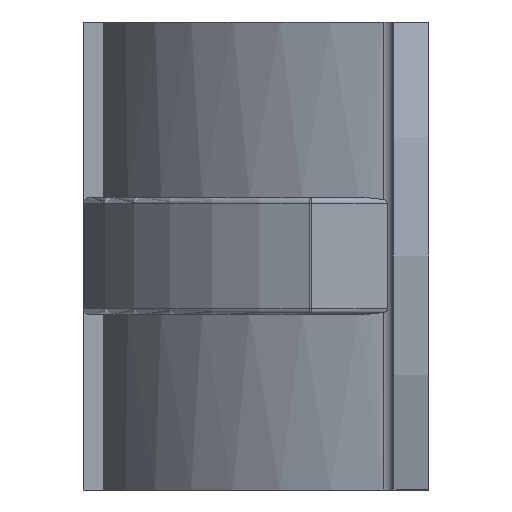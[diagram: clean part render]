
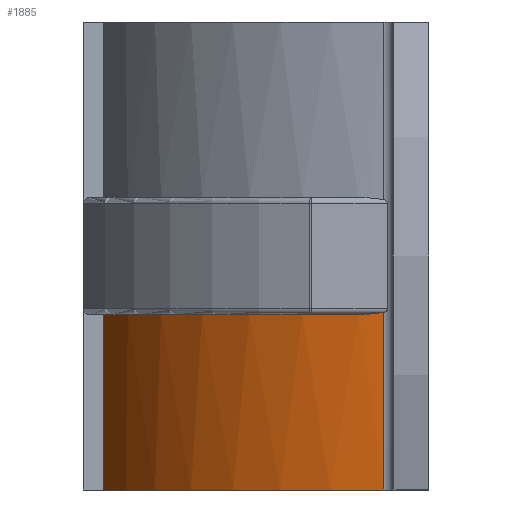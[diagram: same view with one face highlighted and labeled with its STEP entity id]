
A CAD part, left-side view. The second image highlights one B-rep face of the part: STEP entity #1885.
In plain terms, the highlighted cylindrical face has radius 30 mm (diameter 60 mm), a partial arc.
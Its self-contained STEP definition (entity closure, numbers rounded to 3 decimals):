
#16 = DIRECTION ( 'NONE',  ( 0., 0., -1. ) ) ;
#35 = CARTESIAN_POINT ( 'NONE',  ( 0., -0.5, 20. ) ) ;
#183 = CARTESIAN_POINT ( 'NONE',  ( -29.444, 5.262, -4.983 ) ) ;
#189 = DIRECTION ( 'NONE',  ( -1., 0., 0. ) ) ;
#278 = ORIENTED_EDGE ( 'NONE', *, *, #755, .T. ) ;
#315 = DIRECTION ( 'NONE',  ( 0., 0., -1. ) ) ;
#325 = EDGE_CURVE ( 'NONE', #1423, #376, #775, .T. ) ;
#349 = CARTESIAN_POINT ( 'NONE',  ( -29.295, 5.965, -5. ) ) ;
#362 = B_SPLINE_CURVE_WITH_KNOTS ( 'NONE', 3,
 ( #1163, #999, #1980, #183, #1326, #349 ),
 .UNSPECIFIED., .F., .F.,
 ( 4, 2, 4 ),
 ( 0., 0.001, 0.002 ),
 .UNSPECIFIED. ) ;
#376 = VERTEX_POINT ( 'NONE', #738 ) ;
#415 = AXIS2_PLACEMENT_3D ( 'NONE', #1696, #726, #1859 ) ;
#449 = CARTESIAN_POINT ( 'NONE',  ( 0., -0.5, -20. ) ) ;
#538 = VECTOR ( 'NONE', #16, 1000. ) ;
#612 = DIRECTION ( 'NONE',  ( 1., 0., 0. ) ) ;
#726 = DIRECTION ( 'NONE',  ( 0., 0., -1. ) ) ;
#731 = EDGE_CURVE ( 'NONE', #376, #955, #1409, .T. ) ;
#738 = CARTESIAN_POINT ( 'NONE',  ( -10., 27.784, -5. ) ) ;
#755 = EDGE_CURVE ( 'NONE', #1331, #1423, #362, .T. ) ;
#775 = CIRCLE ( 'NONE', #415, 30. ) ;
#855 = FACE_OUTER_BOUND ( 'NONE', #1627, .T. ) ;
#955 = VERTEX_POINT ( 'NONE', #2021 ) ;
#999 = CARTESIAN_POINT ( 'NONE',  ( -29.631, 4.205, -4.879 ) ) ;
#1146 = CARTESIAN_POINT ( 'NONE',  ( -10., 27.784, 20. ) ) ;
#1163 = CARTESIAN_POINT ( 'NONE',  ( -29.682, 3.855, -4.816 ) ) ;
#1284 = CARTESIAN_POINT ( 'NONE',  ( -29.682, 3.855, -20. ) ) ;
#1326 = CARTESIAN_POINT ( 'NONE',  ( -29.373, 5.614, -5. ) ) ;
#1327 = AXIS2_PLACEMENT_3D ( 'NONE', #449, #1584, #612 ) ;
#1331 = VERTEX_POINT ( 'NONE', #1629 ) ;
#1374 = ORIENTED_EDGE ( 'NONE', *, *, #325, .T. ) ;
#1397 = AXIS2_PLACEMENT_3D ( 'NONE', #35, #1990, #189 ) ;
#1409 = LINE ( 'NONE', #1146, #538 ) ;
#1417 = ORIENTED_EDGE ( 'NONE', *, *, #731, .T. ) ;
#1423 = VERTEX_POINT ( 'NONE', #1649 ) ;
#1433 = LINE ( 'NONE', #1952, #1813 ) ;
#1437 = ORIENTED_EDGE ( 'NONE', *, *, #1621, .T. ) ;
#1441 = ORIENTED_EDGE ( 'NONE', *, *, #1771, .F. ) ;
#1556 = CYLINDRICAL_SURFACE ( 'NONE', #1397, 30. ) ;
#1584 = DIRECTION ( 'NONE',  ( 0., 0., 1. ) ) ;
#1621 = EDGE_CURVE ( 'NONE', #955, #1735, #1687, .T. ) ;
#1627 = EDGE_LOOP ( 'NONE', ( #1441, #278, #1374, #1417, #1437 ) ) ;
#1629 = CARTESIAN_POINT ( 'NONE',  ( -29.682, 3.855, -4.816 ) ) ;
#1649 = CARTESIAN_POINT ( 'NONE',  ( -29.295, 5.965, -5. ) ) ;
#1687 = CIRCLE ( 'NONE', #1327, 30. ) ;
#1696 = CARTESIAN_POINT ( 'NONE',  ( 0., -0.5, -5. ) ) ;
#1735 = VERTEX_POINT ( 'NONE', #1284 ) ;
#1771 = EDGE_CURVE ( 'NONE', #1331, #1735, #1433, .T. ) ;
#1813 = VECTOR ( 'NONE', #315, 1000. ) ;
#1859 = DIRECTION ( 'NONE',  ( 1., 0., 0. ) ) ;
#1885 = ADVANCED_FACE ( 'NONE', ( #855 ), #1556, .T. ) ;
#1952 = CARTESIAN_POINT ( 'NONE',  ( -29.682, 3.855, 20. ) ) ;
#1980 = CARTESIAN_POINT ( 'NONE',  ( -29.573, 4.557, -4.922 ) ) ;
#1990 = DIRECTION ( 'NONE',  ( 0., 0., -1. ) ) ;
#2021 = CARTESIAN_POINT ( 'NONE',  ( -10., 27.784, -20. ) ) ;
